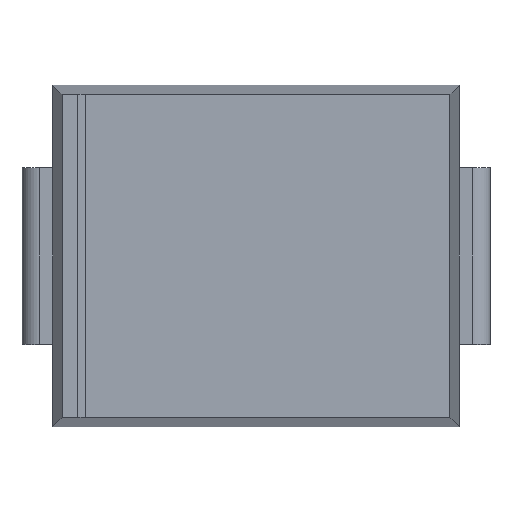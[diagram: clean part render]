
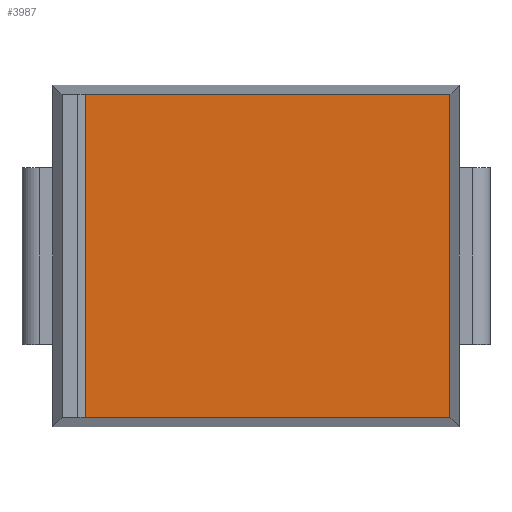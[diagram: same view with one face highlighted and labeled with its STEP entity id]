
A CAD part, top view. The second image highlights one B-rep face of the part: STEP entity #3987.
In plain terms, the highlighted planar face has unit normal (0, 0, 1).
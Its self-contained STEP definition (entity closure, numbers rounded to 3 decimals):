
#236 = CARTESIAN_POINT ( 'NONE',  ( 0., 0., 1.3 ) ) ;
#283 = DIRECTION ( 'NONE',  ( -1., 0., 0. ) ) ;
#359 = CARTESIAN_POINT ( 'NONE',  ( 3.29, -2.74, 1.3 ) ) ;
#394 = CARTESIAN_POINT ( 'NONE',  ( 3.29, 0., 1.3 ) ) ;
#573 = DIRECTION ( 'NONE',  ( -1., 0., 0. ) ) ;
#682 = ORIENTED_EDGE ( 'NONE', *, *, #2387, .T. ) ;
#755 = EDGE_LOOP ( 'NONE', ( #2564, #682, #1049, #3510 ) ) ;
#1015 = LINE ( 'NONE', #2706, #2882 ) ;
#1029 = AXIS2_PLACEMENT_3D ( 'NONE', #236, #2650, #573 ) ;
#1049 = ORIENTED_EDGE ( 'NONE', *, *, #4406, .T. ) ;
#1505 = VERTEX_POINT ( 'NONE', #359 ) ;
#1949 = LINE ( 'NONE', #394, #2751 ) ;
#2048 = VECTOR ( 'NONE', #3022, 1000. ) ;
#2052 = VECTOR ( 'NONE', #4423, 1000. ) ;
#2387 = EDGE_CURVE ( 'NONE', #2895, #1505, #2991, .T. ) ;
#2491 = EDGE_CURVE ( 'NONE', #4195, #3543, #1015, .T. ) ;
#2564 = ORIENTED_EDGE ( 'NONE', *, *, #4085, .F. ) ;
#2650 = DIRECTION ( 'NONE',  ( 0., 0., -1. ) ) ;
#2669 = CARTESIAN_POINT ( 'NONE',  ( -2.894, 2.74, 1.3 ) ) ;
#2706 = CARTESIAN_POINT ( 'NONE',  ( 0., 2.74, 1.3 ) ) ;
#2751 = VECTOR ( 'NONE', #3509, 1000. ) ;
#2882 = VECTOR ( 'NONE', #283, 1000. ) ;
#2885 = LINE ( 'NONE', #3728, #2052 ) ;
#2895 = VERTEX_POINT ( 'NONE', #3483 ) ;
#2991 = LINE ( 'NONE', #4035, #2048 ) ;
#2998 = PLANE ( 'NONE',  #1029 ) ;
#3022 = DIRECTION ( 'NONE',  ( 1., 0., 0. ) ) ;
#3440 = CARTESIAN_POINT ( 'NONE',  ( 3.29, 2.74, 1.3 ) ) ;
#3483 = CARTESIAN_POINT ( 'NONE',  ( -2.894, -2.74, 1.3 ) ) ;
#3509 = DIRECTION ( 'NONE',  ( 0., 1., 0. ) ) ;
#3510 = ORIENTED_EDGE ( 'NONE', *, *, #2491, .T. ) ;
#3543 = VERTEX_POINT ( 'NONE', #2669 ) ;
#3728 = CARTESIAN_POINT ( 'NONE',  ( -2.894, 0., 1.3 ) ) ;
#3987 = ADVANCED_FACE ( 'NONE', ( #4278 ), #2998, .F. ) ;
#4035 = CARTESIAN_POINT ( 'NONE',  ( 0., -2.74, 1.3 ) ) ;
#4085 = EDGE_CURVE ( 'NONE', #2895, #3543, #2885, .T. ) ;
#4195 = VERTEX_POINT ( 'NONE', #3440 ) ;
#4278 = FACE_OUTER_BOUND ( 'NONE', #755, .T. ) ;
#4406 = EDGE_CURVE ( 'NONE', #1505, #4195, #1949, .T. ) ;
#4423 = DIRECTION ( 'NONE',  ( 0., 1., 0. ) ) ;
